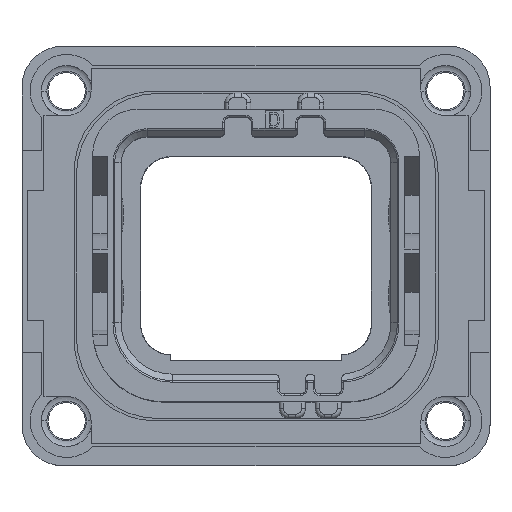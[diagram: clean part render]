
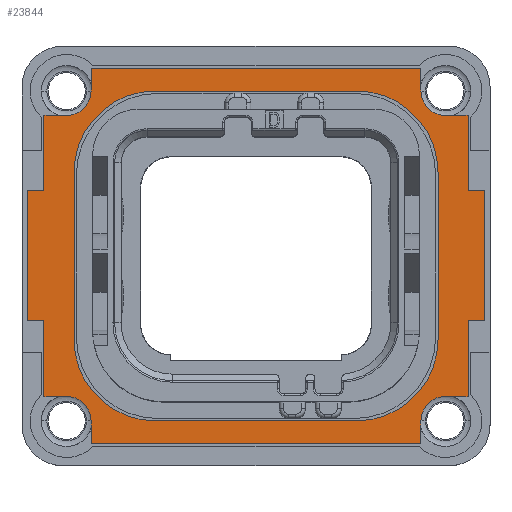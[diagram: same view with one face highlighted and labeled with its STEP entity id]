
A CAD part, top view. The second image highlights one B-rep face of the part: STEP entity #23844.
In plain terms, the highlighted planar face has unit normal (0, 0, 1).
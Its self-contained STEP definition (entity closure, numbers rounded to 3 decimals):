
#1115=DIRECTION('',(0.,-1.,0.));
#1116=VECTOR('',#1115,4.65);
#1117=CARTESIAN_POINT('',(-13.05,-4.,2.31));
#1118=LINE('',#1117,#1116);
#1119=DIRECTION('',(1.,0.,0.));
#1120=VECTOR('',#1119,1.);
#1121=CARTESIAN_POINT('',(-14.05,-4.,2.31));
#1122=LINE('',#1121,#1120);
#1123=DIRECTION('',(0.,-1.,0.));
#1124=VECTOR('',#1123,8.);
#1125=CARTESIAN_POINT('',(-14.05,4.,2.31));
#1126=LINE('',#1125,#1124);
#1127=DIRECTION('',(-1.,0.,0.));
#1128=VECTOR('',#1127,1.);
#1129=CARTESIAN_POINT('',(-13.05,4.,2.31));
#1130=LINE('',#1129,#1128);
#1131=DIRECTION('',(0.,-1.,0.));
#1132=VECTOR('',#1131,4.65);
#1133=CARTESIAN_POINT('',(-13.05,8.65,2.31));
#1134=LINE('',#1133,#1132);
#1135=DIRECTION('',(1.,0.,0.));
#1136=VECTOR('',#1135,1.4);
#1137=CARTESIAN_POINT('',(-13.05,8.65,2.31));
#1138=LINE('',#1137,#1136);
#1139=CARTESIAN_POINT('',(-11.65,10.15,2.31));
#1140=DIRECTION('',(0.,0.,1.));
#1141=DIRECTION('',(0.,-1.,0.));
#1142=AXIS2_PLACEMENT_3D('',#1139,#1140,#1141);
#1144=DIRECTION('',(0.,-1.,0.));
#1145=VECTOR('',#1144,1.4);
#1146=CARTESIAN_POINT('',(-10.15,11.55,2.31));
#1147=LINE('',#1146,#1145);
#1148=DIRECTION('',(-1.,0.,0.));
#1149=VECTOR('',#1148,20.3);
#1150=CARTESIAN_POINT('',(10.15,11.55,2.31));
#1151=LINE('',#1150,#1149);
#1152=DIRECTION('',(0.,-1.,0.));
#1153=VECTOR('',#1152,1.4);
#1154=CARTESIAN_POINT('',(10.15,11.55,2.31));
#1155=LINE('',#1154,#1153);
#1156=CARTESIAN_POINT('',(11.65,10.15,2.31));
#1157=DIRECTION('',(0.,0.,1.));
#1158=DIRECTION('',(-1.,0.,0.));
#1159=AXIS2_PLACEMENT_3D('',#1156,#1157,#1158);
#1161=DIRECTION('',(-1.,0.,0.));
#1162=VECTOR('',#1161,1.4);
#1163=CARTESIAN_POINT('',(13.05,8.65,2.31));
#1164=LINE('',#1163,#1162);
#1165=DIRECTION('',(0.,1.,0.));
#1166=VECTOR('',#1165,4.65);
#1167=CARTESIAN_POINT('',(13.05,4.,2.31));
#1168=LINE('',#1167,#1166);
#1169=DIRECTION('',(-1.,0.,0.));
#1170=VECTOR('',#1169,1.);
#1171=CARTESIAN_POINT('',(14.05,4.,2.31));
#1172=LINE('',#1171,#1170);
#1173=DIRECTION('',(0.,1.,0.));
#1174=VECTOR('',#1173,8.);
#1175=CARTESIAN_POINT('',(14.05,-4.,2.31));
#1176=LINE('',#1175,#1174);
#1177=DIRECTION('',(1.,0.,0.));
#1178=VECTOR('',#1177,1.);
#1179=CARTESIAN_POINT('',(13.05,-4.,2.31));
#1180=LINE('',#1179,#1178);
#1181=DIRECTION('',(0.,1.,0.));
#1182=VECTOR('',#1181,4.65);
#1183=CARTESIAN_POINT('',(13.05,-8.65,2.31));
#1184=LINE('',#1183,#1182);
#1185=DIRECTION('',(-1.,0.,0.));
#1186=VECTOR('',#1185,1.4);
#1187=CARTESIAN_POINT('',(13.05,-8.65,2.31));
#1188=LINE('',#1187,#1186);
#1189=CARTESIAN_POINT('',(11.65,-10.15,2.31));
#1190=DIRECTION('',(0.,0.,1.));
#1191=DIRECTION('',(0.,1.,0.));
#1192=AXIS2_PLACEMENT_3D('',#1189,#1190,#1191);
#1194=DIRECTION('',(0.,1.,0.));
#1195=VECTOR('',#1194,1.4);
#1196=CARTESIAN_POINT('',(10.15,-11.55,2.31));
#1197=LINE('',#1196,#1195);
#1198=DIRECTION('',(1.,0.,0.));
#1199=VECTOR('',#1198,20.3);
#1200=CARTESIAN_POINT('',(-10.15,-11.55,2.31));
#1201=LINE('',#1200,#1199);
#1202=DIRECTION('',(0.,1.,0.));
#1203=VECTOR('',#1202,1.4);
#1204=CARTESIAN_POINT('',(-10.15,-11.55,2.31));
#1205=LINE('',#1204,#1203);
#1206=CARTESIAN_POINT('',(-11.65,-10.15,2.31));
#1207=DIRECTION('',(0.,0.,1.));
#1208=DIRECTION('',(1.,0.,0.));
#1209=AXIS2_PLACEMENT_3D('',#1206,#1207,#1208);
#1211=DIRECTION('',(1.,0.,0.));
#1212=VECTOR('',#1211,1.4);
#1213=CARTESIAN_POINT('',(-13.05,-8.65,2.31));
#1214=LINE('',#1213,#1212);
#1215=DIRECTION('',(0.,-1.,0.));
#1216=VECTOR('',#1215,10.3);
#1217=CARTESIAN_POINT('',(11.2,5.15,2.31));
#1218=LINE('',#1217,#1216);
#1219=DIRECTION('',(1.,0.,0.));
#1220=VECTOR('',#1219,12.4);
#1221=CARTESIAN_POINT('',(-6.2,10.15,2.31));
#1222=LINE('',#1221,#1220);
#1223=DIRECTION('',(0.,1.,0.));
#1224=VECTOR('',#1223,10.3);
#1225=CARTESIAN_POINT('',(-11.2,-5.15,2.31));
#1226=LINE('',#1225,#1224);
#1227=DIRECTION('',(-1.,0.,0.));
#1228=VECTOR('',#1227,12.4);
#1229=CARTESIAN_POINT('',(6.2,-10.15,2.31));
#1230=LINE('',#1229,#1228);
#1335=CARTESIAN_POINT('',(-6.2,-5.15,2.31));
#1336=DIRECTION('',(0.,0.,-1.));
#1337=DIRECTION('',(0.,-1.,0.));
#1338=AXIS2_PLACEMENT_3D('',#1335,#1336,#1337);
#1348=CARTESIAN_POINT('',(6.2,-5.15,2.31));
#1349=DIRECTION('',(0.,0.,-1.));
#1350=DIRECTION('',(1.,0.,0.));
#1351=AXIS2_PLACEMENT_3D('',#1348,#1349,#1350);
#1353=CARTESIAN_POINT('',(-6.2,5.15,2.31));
#1354=DIRECTION('',(0.,0.,-1.));
#1355=DIRECTION('',(-1.,0.,0.));
#1356=AXIS2_PLACEMENT_3D('',#1353,#1354,#1355);
#1366=CARTESIAN_POINT('',(6.2,5.15,2.31));
#1367=DIRECTION('',(0.,0.,-1.));
#1368=DIRECTION('',(0.,1.,0.));
#1369=AXIS2_PLACEMENT_3D('',#1366,#1367,#1368);
#21708=CARTESIAN_POINT('',(-11.2,-5.15,2.31));
#21709=CARTESIAN_POINT('',(-11.2,5.15,2.31));
#21710=VERTEX_POINT('',#21708);
#21711=VERTEX_POINT('',#21709);
#21712=CARTESIAN_POINT('',(-6.2,10.15,2.31));
#21713=CARTESIAN_POINT('',(6.2,10.15,2.31));
#21714=VERTEX_POINT('',#21712);
#21715=VERTEX_POINT('',#21713);
#21716=CARTESIAN_POINT('',(11.2,5.15,2.31));
#21717=CARTESIAN_POINT('',(11.2,-5.15,2.31));
#21718=VERTEX_POINT('',#21716);
#21719=VERTEX_POINT('',#21717);
#21720=CARTESIAN_POINT('',(6.2,-10.15,2.31));
#21721=CARTESIAN_POINT('',(-6.2,-10.15,2.31));
#21722=VERTEX_POINT('',#21720);
#21723=VERTEX_POINT('',#21721);
#21740=CARTESIAN_POINT('',(10.15,10.15,2.31));
#21741=CARTESIAN_POINT('',(11.65,8.65,2.31));
#21742=VERTEX_POINT('',#21740);
#21743=VERTEX_POINT('',#21741);
#21744=CARTESIAN_POINT('',(13.05,8.65,2.31));
#21745=VERTEX_POINT('',#21744);
#21746=CARTESIAN_POINT('',(10.15,11.55,2.31));
#21747=VERTEX_POINT('',#21746);
#21748=CARTESIAN_POINT('',(11.65,-8.65,2.31));
#21749=CARTESIAN_POINT('',(10.15,-10.15,2.31));
#21750=VERTEX_POINT('',#21748);
#21751=VERTEX_POINT('',#21749);
#21752=CARTESIAN_POINT('',(10.15,-11.55,2.31));
#21753=VERTEX_POINT('',#21752);
#21754=CARTESIAN_POINT('',(13.05,-8.65,2.31));
#21755=VERTEX_POINT('',#21754);
#21756=CARTESIAN_POINT('',(-10.15,-10.15,2.31));
#21757=CARTESIAN_POINT('',(-11.65,-8.65,2.31));
#21758=VERTEX_POINT('',#21756);
#21759=VERTEX_POINT('',#21757);
#21760=CARTESIAN_POINT('',(-13.05,-8.65,2.31));
#21761=VERTEX_POINT('',#21760);
#21762=CARTESIAN_POINT('',(-10.15,-11.55,2.31));
#21763=VERTEX_POINT('',#21762);
#21764=CARTESIAN_POINT('',(-10.15,11.55,2.31));
#21765=CARTESIAN_POINT('',(-10.15,10.15,2.31));
#21766=VERTEX_POINT('',#21764);
#21767=VERTEX_POINT('',#21765);
#21768=CARTESIAN_POINT('',(-13.05,8.65,2.31));
#21769=CARTESIAN_POINT('',(-11.65,8.65,2.31));
#21770=VERTEX_POINT('',#21768);
#21771=VERTEX_POINT('',#21769);
#21772=CARTESIAN_POINT('',(14.05,-4.,2.31));
#21773=CARTESIAN_POINT('',(14.05,4.,2.31));
#21774=VERTEX_POINT('',#21772);
#21775=VERTEX_POINT('',#21773);
#21776=CARTESIAN_POINT('',(-14.05,4.,2.31));
#21777=CARTESIAN_POINT('',(-14.05,-4.,2.31));
#21778=VERTEX_POINT('',#21776);
#21779=VERTEX_POINT('',#21777);
#21780=CARTESIAN_POINT('',(13.05,-4.,2.31));
#21781=VERTEX_POINT('',#21780);
#21782=CARTESIAN_POINT('',(13.05,4.,2.31));
#21783=VERTEX_POINT('',#21782);
#21784=CARTESIAN_POINT('',(-13.05,4.,2.31));
#21785=VERTEX_POINT('',#21784);
#21786=CARTESIAN_POINT('',(-13.05,-4.,2.31));
#21787=VERTEX_POINT('',#21786);
#23791=CARTESIAN_POINT('',(0.,0.,2.31));
#23792=DIRECTION('',(0.,0.,1.));
#23793=DIRECTION('',(1.,0.,0.));
#23794=AXIS2_PLACEMENT_3D('',#23791,#23792,#23793);
#23795=PLANE('',#23794);
#23796=ORIENTED_EDGE('',*,*,#23415,.F.);
#23797=ORIENTED_EDGE('',*,*,#23429,.F.);
#23798=ORIENTED_EDGE('',*,*,#23443,.F.);
#23799=ORIENTED_EDGE('',*,*,#23457,.F.);
#23800=ORIENTED_EDGE('',*,*,#23471,.F.);
#23801=ORIENTED_EDGE('',*,*,#23487,.T.);
#23803=ORIENTED_EDGE('',*,*,#23802,.T.);
#23804=ORIENTED_EDGE('',*,*,#23546,.F.);
#23805=ORIENTED_EDGE('',*,*,#23562,.F.);
#23806=ORIENTED_EDGE('',*,*,#23578,.T.);
#23808=ORIENTED_EDGE('',*,*,#23807,.T.);
#23809=ORIENTED_EDGE('',*,*,#23637,.F.);
#23810=ORIENTED_EDGE('',*,*,#23653,.F.);
#23811=ORIENTED_EDGE('',*,*,#23667,.F.);
#23812=ORIENTED_EDGE('',*,*,#23681,.F.);
#23813=ORIENTED_EDGE('',*,*,#23695,.F.);
#23814=ORIENTED_EDGE('',*,*,#23709,.F.);
#23815=ORIENTED_EDGE('',*,*,#23725,.T.);
#23817=ORIENTED_EDGE('',*,*,#23816,.T.);
#23818=ORIENTED_EDGE('',*,*,#23783,.F.);
#23819=ORIENTED_EDGE('',*,*,#23323,.F.);
#23820=ORIENTED_EDGE('',*,*,#23340,.T.);
#23822=ORIENTED_EDGE('',*,*,#23821,.T.);
#23823=ORIENTED_EDGE('',*,*,#23399,.F.);
#23824=EDGE_LOOP('',(#23796,#23797,#23798,#23799,#23800,#23801,#23803,#23804,
#23805,#23806,#23808,#23809,#23810,#23811,#23812,#23813,#23814,#23815,#23817,
#23818,#23819,#23820,#23822,#23823));
#23825=FACE_OUTER_BOUND('',#23824,.F.);
#23827=ORIENTED_EDGE('',*,*,#23826,.F.);
#23829=ORIENTED_EDGE('',*,*,#23828,.F.);
#23831=ORIENTED_EDGE('',*,*,#23830,.F.);
#23833=ORIENTED_EDGE('',*,*,#23832,.F.);
#23835=ORIENTED_EDGE('',*,*,#23834,.F.);
#23837=ORIENTED_EDGE('',*,*,#23836,.F.);
#23839=ORIENTED_EDGE('',*,*,#23838,.F.);
#23841=ORIENTED_EDGE('',*,*,#23840,.F.);
#23842=EDGE_LOOP('',(#23827,#23829,#23831,#23833,#23835,#23837,#23839,#23841));
#23843=FACE_BOUND('',#23842,.F.);
#23844=ADVANCED_FACE('',(#23825,#23843),#23795,.T.);
#1143=CIRCLE('',#1142,1.5);
#1160=CIRCLE('',#1159,1.5);
#1193=CIRCLE('',#1192,1.5);
#1210=CIRCLE('',#1209,1.5);
#1339=CIRCLE('',#1338,5.);
#1352=CIRCLE('',#1351,5.);
#1357=CIRCLE('',#1356,5.);
#1370=CIRCLE('',#1369,5.);
#23323=EDGE_CURVE('',#21763,#21753,#1201,.T.);
#23340=EDGE_CURVE('',#21763,#21758,#1205,.T.);
#23399=EDGE_CURVE('',#21761,#21759,#1214,.T.);
#23415=EDGE_CURVE('',#21787,#21761,#1118,.T.);
#23429=EDGE_CURVE('',#21779,#21787,#1122,.T.);
#23443=EDGE_CURVE('',#21778,#21779,#1126,.T.);
#23457=EDGE_CURVE('',#21785,#21778,#1130,.T.);
#23471=EDGE_CURVE('',#21770,#21785,#1134,.T.);
#23487=EDGE_CURVE('',#21770,#21771,#1138,.T.);
#23546=EDGE_CURVE('',#21766,#21767,#1147,.T.);
#23562=EDGE_CURVE('',#21747,#21766,#1151,.T.);
#23578=EDGE_CURVE('',#21747,#21742,#1155,.T.);
#23637=EDGE_CURVE('',#21745,#21743,#1164,.T.);
#23653=EDGE_CURVE('',#21783,#21745,#1168,.T.);
#23667=EDGE_CURVE('',#21775,#21783,#1172,.T.);
#23681=EDGE_CURVE('',#21774,#21775,#1176,.T.);
#23695=EDGE_CURVE('',#21781,#21774,#1180,.T.);
#23709=EDGE_CURVE('',#21755,#21781,#1184,.T.);
#23725=EDGE_CURVE('',#21755,#21750,#1188,.T.);
#23783=EDGE_CURVE('',#21753,#21751,#1197,.T.);
#23802=EDGE_CURVE('',#21771,#21767,#1143,.T.);
#23807=EDGE_CURVE('',#21742,#21743,#1160,.T.);
#23816=EDGE_CURVE('',#21750,#21751,#1193,.T.);
#23821=EDGE_CURVE('',#21758,#21759,#1210,.T.);
#23826=EDGE_CURVE('',#21718,#21719,#1218,.T.);
#23828=EDGE_CURVE('',#21715,#21718,#1370,.T.);
#23830=EDGE_CURVE('',#21714,#21715,#1222,.T.);
#23832=EDGE_CURVE('',#21711,#21714,#1357,.T.);
#23834=EDGE_CURVE('',#21710,#21711,#1226,.T.);
#23836=EDGE_CURVE('',#21723,#21710,#1339,.T.);
#23838=EDGE_CURVE('',#21722,#21723,#1230,.T.);
#23840=EDGE_CURVE('',#21719,#21722,#1352,.T.);
